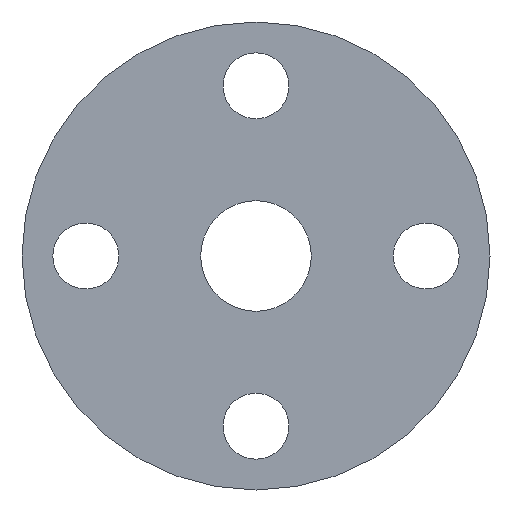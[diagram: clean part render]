
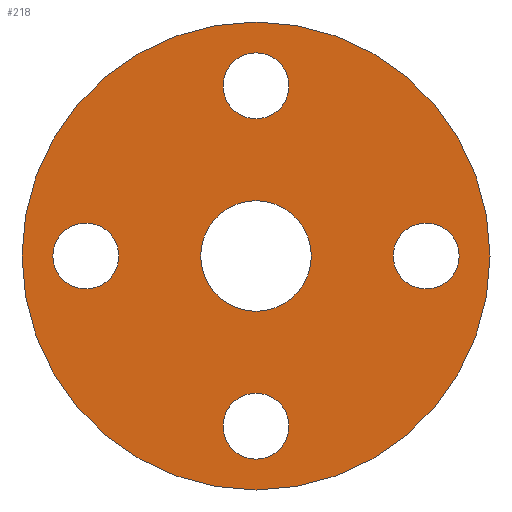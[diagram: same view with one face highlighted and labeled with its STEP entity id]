
A CAD part, front view. The second image highlights one B-rep face of the part: STEP entity #218.
In plain terms, the highlighted planar face has unit normal (0, -1, 0).
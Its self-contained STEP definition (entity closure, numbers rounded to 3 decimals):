
#21=PLANE('',#266);
#30=FACE_BOUND('',#79,.T.);
#31=FACE_BOUND('',#80,.T.);
#32=FACE_BOUND('',#81,.T.);
#33=FACE_BOUND('',#82,.T.);
#34=FACE_BOUND('',#83,.T.);
#38=CIRCLE('',#248,2.6);
#40=CIRCLE('',#252,1.55);
#42=CIRCLE('',#255,1.55);
#44=CIRCLE('',#258,1.55);
#46=CIRCLE('',#261,1.55);
#48=CIRCLE('',#264,11.);
#59=FACE_OUTER_BOUND('',#78,.T.);
#78=EDGE_LOOP('',(#194));
#79=EDGE_LOOP('',(#195));
#80=EDGE_LOOP('',(#196));
#81=EDGE_LOOP('',(#197));
#82=EDGE_LOOP('',(#198));
#83=EDGE_LOOP('',(#199));
#111=VERTEX_POINT('',#419);
#113=VERTEX_POINT('',#426);
#115=VERTEX_POINT('',#432);
#117=VERTEX_POINT('',#438);
#119=VERTEX_POINT('',#444);
#121=VERTEX_POINT('',#450);
#132=EDGE_CURVE('',#111,#111,#38,.T.);
#135=EDGE_CURVE('',#113,#113,#40,.T.);
#138=EDGE_CURVE('',#115,#115,#42,.T.);
#141=EDGE_CURVE('',#117,#117,#44,.T.);
#144=EDGE_CURVE('',#119,#119,#46,.T.);
#147=EDGE_CURVE('',#121,#121,#48,.T.);
#194=ORIENTED_EDGE('',*,*,#147,.F.);
#195=ORIENTED_EDGE('',*,*,#132,.F.);
#196=ORIENTED_EDGE('',*,*,#144,.F.);
#197=ORIENTED_EDGE('',*,*,#141,.F.);
#198=ORIENTED_EDGE('',*,*,#138,.F.);
#199=ORIENTED_EDGE('',*,*,#135,.F.);
#218=ADVANCED_FACE('',(#59,#30,#31,#32,#33,#34),#21,.F.);
#248=AXIS2_PLACEMENT_3D('',#421,#284,#285);
#252=AXIS2_PLACEMENT_3D('',#428,#293,#294);
#255=AXIS2_PLACEMENT_3D('',#434,#300,#301);
#258=AXIS2_PLACEMENT_3D('',#440,#307,#308);
#261=AXIS2_PLACEMENT_3D('',#446,#314,#315);
#264=AXIS2_PLACEMENT_3D('',#452,#321,#322);
#266=AXIS2_PLACEMENT_3D('',#454,#325,#326);
#284=DIRECTION('center_axis',(0.,-1.,0.));
#285=DIRECTION('ref_axis',(1.,0.,0.));
#293=DIRECTION('center_axis',(0.,-1.,0.));
#294=DIRECTION('ref_axis',(1.,0.,0.));
#300=DIRECTION('center_axis',(0.,-1.,0.));
#301=DIRECTION('ref_axis',(1.,0.,0.));
#307=DIRECTION('center_axis',(0.,-1.,0.));
#308=DIRECTION('ref_axis',(1.,0.,0.));
#314=DIRECTION('center_axis',(0.,-1.,0.));
#315=DIRECTION('ref_axis',(1.,0.,0.));
#321=DIRECTION('center_axis',(0.,1.,0.));
#322=DIRECTION('ref_axis',(-1.,0.,0.));
#325=DIRECTION('center_axis',(0.,1.,0.));
#326=DIRECTION('ref_axis',(0.,0.,1.));
#419=CARTESIAN_POINT('',(-2.6,0.,0.));
#421=CARTESIAN_POINT('Origin',(0.,0.,0.));
#426=CARTESIAN_POINT('',(-9.55,0.,0.));
#428=CARTESIAN_POINT('Origin',(-8.,0.,0.));
#432=CARTESIAN_POINT('',(6.45,0.,0.));
#434=CARTESIAN_POINT('Origin',(8.,0.,0.));
#438=CARTESIAN_POINT('',(-1.55,0.,8.));
#440=CARTESIAN_POINT('Origin',(0.,0.,8.));
#444=CARTESIAN_POINT('',(-1.55,0.,-8.));
#446=CARTESIAN_POINT('Origin',(0.,0.,-8.));
#450=CARTESIAN_POINT('',(11.,0.,0.));
#452=CARTESIAN_POINT('Origin',(0.,0.,0.));
#454=CARTESIAN_POINT('Origin',(0.,0.,0.));
